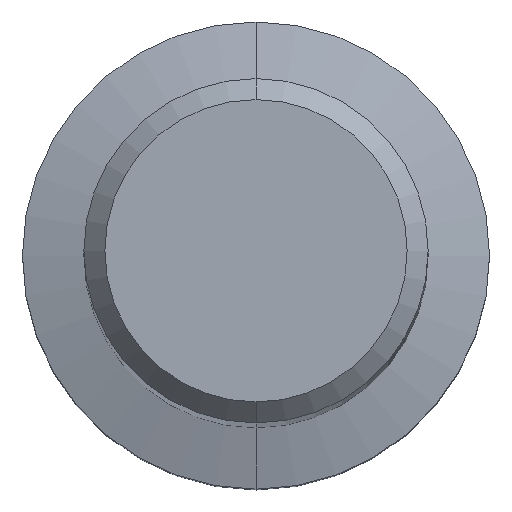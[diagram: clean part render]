
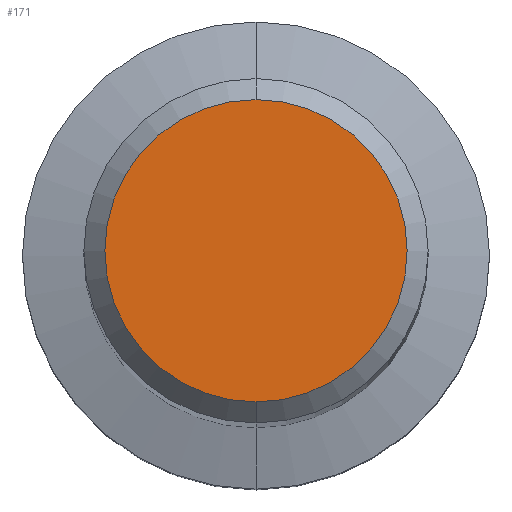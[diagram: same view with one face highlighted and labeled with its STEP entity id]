
A CAD part, top view. The second image highlights one B-rep face of the part: STEP entity #171.
In plain terms, the highlighted planar face has unit normal (0, 0, 1).
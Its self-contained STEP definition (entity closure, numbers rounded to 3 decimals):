
#145=EDGE_CURVE('',#207,#295,#347,.T.);
#171=ADVANCED_FACE('',(#374),#375,.T.);
#177=EDGE_CURVE('',#295,#207,#382,.T.);
#207=VERTEX_POINT('',#416);
#295=VERTEX_POINT('',#518);
#347=CIRCLE('',#571,3.6);
#374=FACE_OUTER_BOUND('',#605,.T.);
#375=PLANE('',#606);
#382=CIRCLE('',#615,3.6);
#416=CARTESIAN_POINT('',(0.,-3.6,0.0));
#518=CARTESIAN_POINT('',(0.0,3.6,0.0));
#571=AXIS2_PLACEMENT_3D('',#829,#830,#831);
#605=EDGE_LOOP('',(#857,#858));
#606=AXIS2_PLACEMENT_3D('',#859,#860,#861);
#615=AXIS2_PLACEMENT_3D('',#873,#874,#875);
#829=CARTESIAN_POINT('',(0.0,0.0,0.0));
#830=DIRECTION('',(0.0,0.0,-1.0));
#831=DIRECTION('',(0.0,1.0,0.0));
#857=ORIENTED_EDGE('',*,*,#177,.F.);
#858=ORIENTED_EDGE('',*,*,#145,.F.);
#859=CARTESIAN_POINT('',(0.0,1.8,0.0));
#860=DIRECTION('',(-0.0,0.0,1.0));
#861=DIRECTION('',(0.0,-1.0,0.0));
#873=CARTESIAN_POINT('',(0.0,0.0,0.0));
#874=DIRECTION('',(0.0,0.0,-1.0));
#875=DIRECTION('',(0.0,1.0,0.0));
